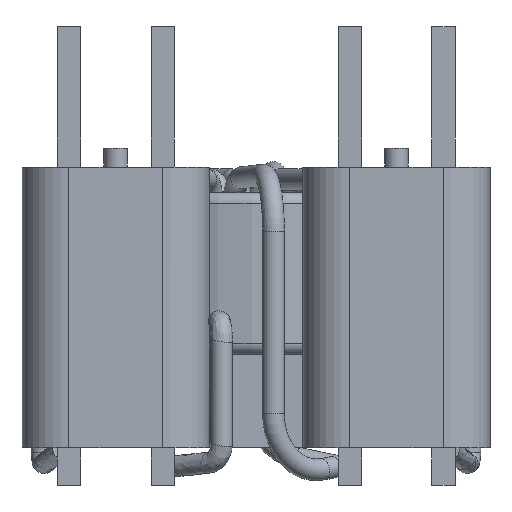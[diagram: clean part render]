
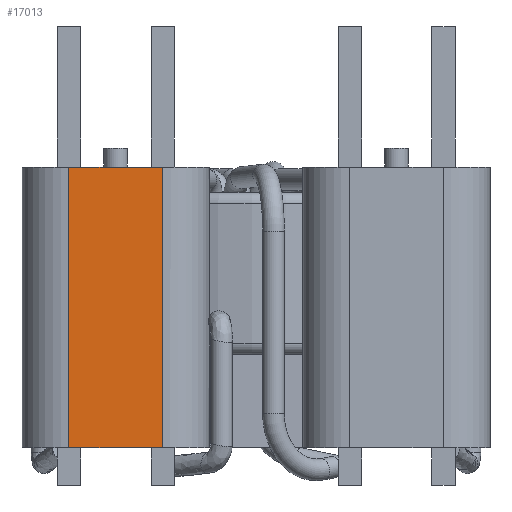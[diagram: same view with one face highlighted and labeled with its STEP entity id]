
A CAD part, left-side view. The second image highlights one B-rep face of the part: STEP entity #17013.
In plain terms, the highlighted planar face has unit normal (-1, 0, 0).
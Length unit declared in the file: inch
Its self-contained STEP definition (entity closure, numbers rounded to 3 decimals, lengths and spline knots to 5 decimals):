
#5277 = ORIENTED_EDGE ( 'NONE', *, *, #15872, .T. ) ;
#5278 = ORIENTED_EDGE ( 'NONE', *, *, #16061, .F. ) ;
#5279 = ORIENTED_EDGE ( 'NONE', *, *, #16064, .F. ) ;
#5280 = ORIENTED_EDGE ( 'NONE', *, *, #16062, .T. ) ;
#5959 = FACE_OUTER_BOUND ( 'NONE', #20016, .T. ) ;
#8273 = CARTESIAN_POINT ( 'NONE',  ( -0.7, -0.42467, 0.1 ) ) ;
#8274 = PLANE ( 'NONE',  #10041 ) ;
#8285 = DIRECTION ( 'NONE',  ( 1., 0., 0. ) ) ;
#8286 = DIRECTION ( 'NONE',  ( 0., 0., -1. ) ) ;
#10041 = AXIS2_PLACEMENT_3D ( 'NONE', #8273, #8285, #8286 ) ;
#13375 = VERTEX_POINT ( 'NONE', #14861 ) ;
#13376 = VERTEX_POINT ( 'NONE', #14862 ) ;
#13510 = VERTEX_POINT ( 'NONE', #14996 ) ;
#13512 = VERTEX_POINT ( 'NONE', #14998 ) ;
#14861 = CARTESIAN_POINT ( 'NONE',  ( -0.7, 0.45, 0. ) ) ;
#14862 = CARTESIAN_POINT ( 'NONE',  ( -0.7, 0.35, 0. ) ) ;
#14996 = CARTESIAN_POINT ( 'NONE',  ( -0.7, 0.45, 0.3 ) ) ;
#14998 = CARTESIAN_POINT ( 'NONE',  ( -0.7, 0.35, 0.3 ) ) ;
#15872 = EDGE_CURVE ( 'NONE', #13375, #13376, #17184, .T. ) ;
#16061 = EDGE_CURVE ( 'NONE', #13512, #13376, #17433, .T. ) ;
#16062 = EDGE_CURVE ( 'NONE', #13510, #13375, #17446, .T. ) ;
#16064 = EDGE_CURVE ( 'NONE', #13510, #13512, #17450, .T. ) ;
#17013 = ADVANCED_FACE ( 'NONE', ( #5959 ), #8274, .F. ) ;
#17177 = VECTOR ( 'NONE', #18104, 39.37008 ) ;
#17184 = LINE ( 'NONE', #18098, #17177 ) ;
#17433 = LINE ( 'NONE', #18597, #17441 ) ;
#17441 = VECTOR ( 'NONE', #18598, 39.37008 ) ;
#17446 = LINE ( 'NONE', #18599, #17447 ) ;
#17447 = VECTOR ( 'NONE', #18600, 39.37008 ) ;
#17450 = LINE ( 'NONE', #18603, #17451 ) ;
#17451 = VECTOR ( 'NONE', #18604, 39.37008 ) ;
#18098 = CARTESIAN_POINT ( 'NONE',  ( -0.7, -0.42467, 0. ) ) ;
#18104 = DIRECTION ( 'NONE',  ( 0., -1., 0. ) ) ;
#18597 = CARTESIAN_POINT ( 'NONE',  ( -0.7, 0.35, 0.1 ) ) ;
#18598 = DIRECTION ( 'NONE',  ( 0., 0., -1. ) ) ;
#18599 = CARTESIAN_POINT ( 'NONE',  ( -0.7, 0.45, 0.1 ) ) ;
#18600 = DIRECTION ( 'NONE',  ( 0., 0., -1. ) ) ;
#18603 = CARTESIAN_POINT ( 'NONE',  ( -0.7, -0.42467, 0.3 ) ) ;
#18604 = DIRECTION ( 'NONE',  ( 0., -1., 0. ) ) ;
#20016 = EDGE_LOOP ( 'NONE', ( #5277, #5278, #5279, #5280 ) ) ;
